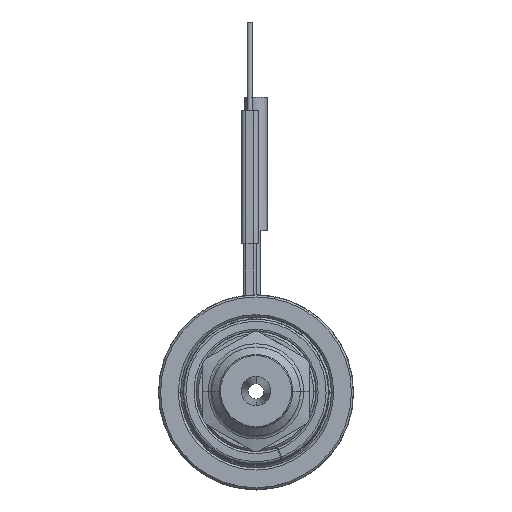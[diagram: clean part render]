
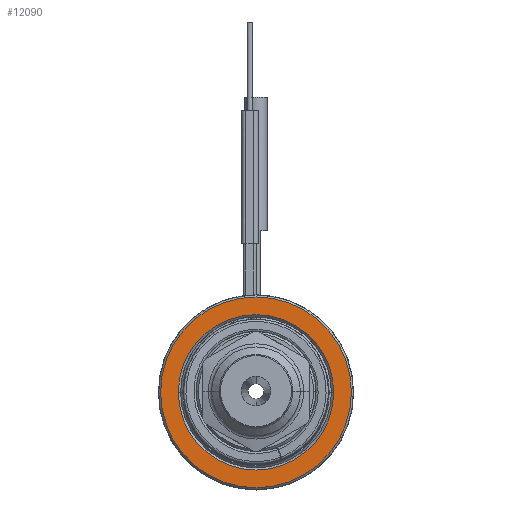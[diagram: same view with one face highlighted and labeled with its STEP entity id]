
A CAD part, top view. The second image highlights one B-rep face of the part: STEP entity #12090.
In plain terms, the highlighted planar face has unit normal (0, 0, 1).
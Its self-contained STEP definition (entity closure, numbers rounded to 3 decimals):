
#3284=CARTESIAN_POINT('',(0.,0.,40.));
#3285=DIRECTION('',(0.,0.,-1.));
#3286=DIRECTION('',(-1.,0.,0.));
#3287=AXIS2_PLACEMENT_3D('',#3284,#3285,#3286);
#3298=CARTESIAN_POINT('',(0.,0.,
40.));
#3299=DIRECTION('',(0.,0.,-1.));
#3300=DIRECTION('',(1.,0.,0.));
#3301=AXIS2_PLACEMENT_3D('',#3298,#3299,#3300);
#3312=CARTESIAN_POINT('',(0.,0.,
40.));
#3313=DIRECTION('',(0.,0.,-1.));
#3314=DIRECTION('',(1.,0.,0.));
#3315=AXIS2_PLACEMENT_3D('',#3312,#3313,#3314);
#3326=CARTESIAN_POINT('',(0.,0.,
40.));
#3327=DIRECTION('',(0.,0.,-1.));
#3328=DIRECTION('',(-1.,0.,0.));
#3329=AXIS2_PLACEMENT_3D('',#3326,#3327,#3328);
#6877=CARTESIAN_POINT('',(21.5,0.,40.));
#6878=CARTESIAN_POINT('',(-21.5,0.,40.));
#6879=VERTEX_POINT('',#6877);
#6880=VERTEX_POINT('',#6878);
#6881=CARTESIAN_POINT('',(17.5,0.,40.));
#6882=CARTESIAN_POINT('',(-17.5,0.,40.));
#6883=VERTEX_POINT('',#6881);
#6884=VERTEX_POINT('',#6882);
#12075=CARTESIAN_POINT('',(0.,0.,40.));
#12076=DIRECTION('',(0.,0.,1.));
#12077=DIRECTION('',(-1.,0.,0.));
#12078=AXIS2_PLACEMENT_3D('',#12075,#12076,#12077);
#12079=PLANE('',#12078);
#12080=ORIENTED_EDGE('',*,*,#12057,.T.);
#12081=ORIENTED_EDGE('',*,*,#12042,.T.);
#12082=EDGE_LOOP('',(#12080,#12081));
#12083=FACE_OUTER_BOUND('',#12082,.F.);
#12085=ORIENTED_EDGE('',*,*,#12084,.F.);
#12087=ORIENTED_EDGE('',*,*,#12086,.F.);
#12088=EDGE_LOOP('',(#12085,#12087));
#12089=FACE_BOUND('',#12088,.F.);
#3288=CIRCLE('',#3287,21.5);
#3302=CIRCLE('',#3301,21.5);
#3316=CIRCLE('',#3315,17.5);
#3330=CIRCLE('',#3329,17.5);
#12042=EDGE_CURVE('',#6880,#6879,#3288,.T.);
#12057=EDGE_CURVE('',#6879,#6880,#3302,.T.);
#12084=EDGE_CURVE('',#6883,#6884,#3316,.T.);
#12086=EDGE_CURVE('',#6884,#6883,#3330,.T.);
#12090=ADVANCED_FACE('',(#12083,#12089),#12079,.T.);
